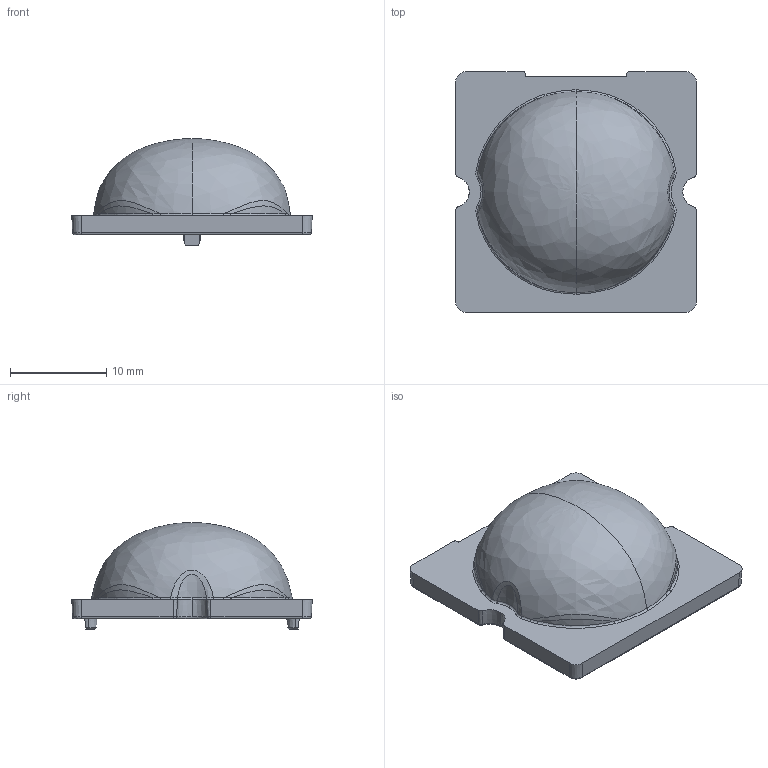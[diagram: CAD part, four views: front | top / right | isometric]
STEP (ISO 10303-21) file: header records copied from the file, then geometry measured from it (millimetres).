
FILE_DESCRIPTION (( 'STEP AP214' ), '1' );
FILE_NAME ('ﾀﾌﾒ-HB-25x25-5050-90 ﾃﾌ.STEP', '2023-04-17T13:28:45', ( '' ), ( '' ), 'SwSTEP 2.0', 'SolidWorks 2019', '' );
FILE_SCHEMA (( 'AUTOMOTIVE_DESIGN' ));
Length unit declared in the file: millimetre
Products named in the file (1): ﾀﾌﾒ-HB-25x25-5050-90 ﾃﾌ
Bounding box: 25 x 25 x 11.1 mm (x, y, z)
Volume: 2522.9 mm3; surface area: 1741 mm2
Topology: 1 solids, 1 shells, 114 faces, 275 edges, 165 vertices
Faces by surface type: bspline 48, cone 22, plane 16, cylinder 14, torus 12, sphere 2
Entity records: 6731 total; most frequent: CARTESIAN_POINT 4432, ORIENTED_EDGE 546, DIRECTION 376, EDGE_CURVE 273, VERTEX_POINT 165, AXIS2_PLACEMENT_3D 158, EDGE_LOOP 118, ADVANCED_FACE 114
